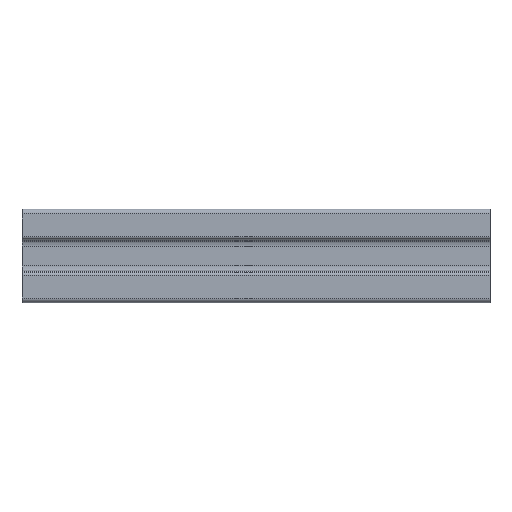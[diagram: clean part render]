
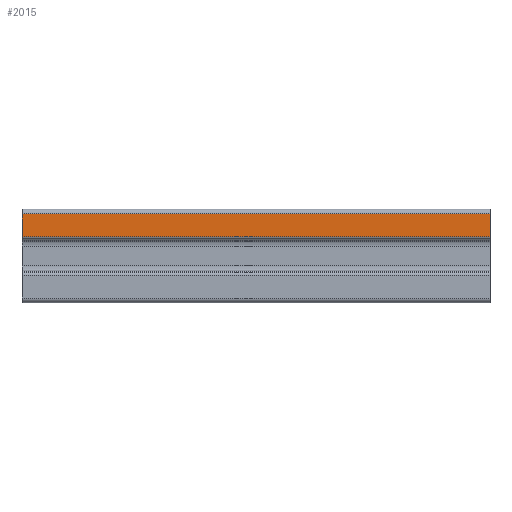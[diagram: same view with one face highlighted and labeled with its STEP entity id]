
A CAD part, top view. The second image highlights one B-rep face of the part: STEP entity #2015.
In plain terms, the highlighted planar face has unit normal (0, 0, 1).
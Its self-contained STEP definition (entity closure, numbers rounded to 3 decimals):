
#80=FACE_OUTER_BOUND('',#189,.T.);
#189=EDGE_LOOP('',(#1545,#1546,#1547,#1548));
#328=LINE('',#3192,#521);
#348=LINE('',#3287,#541);
#382=LINE('',#3450,#575);
#383=LINE('',#3451,#576);
#521=VECTOR('',#2501,4.9);
#541=VECTOR('',#2577,4.9);
#575=VECTOR('',#2709,100.);
#576=VECTOR('',#2710,100.);
#887=VERTEX_POINT('',#3189);
#888=VERTEX_POINT('',#3191);
#934=VERTEX_POINT('',#3284);
#935=VERTEX_POINT('',#3286);
#1099=EDGE_CURVE('',#887,#888,#328,.T.);
#1146=EDGE_CURVE('',#935,#934,#348,.T.);
#1228=EDGE_CURVE('',#934,#888,#382,.F.);
#1229=EDGE_CURVE('',#887,#935,#383,.T.);
#1545=ORIENTED_EDGE('',*,*,#1146,.T.);
#1546=ORIENTED_EDGE('',*,*,#1228,.T.);
#1547=ORIENTED_EDGE('',*,*,#1099,.F.);
#1548=ORIENTED_EDGE('',*,*,#1229,.T.);
#1969=PLANE('',#2260);
#2015=ADVANCED_FACE('',(#80),#1969,.F.);
#2260=AXIS2_PLACEMENT_3D('',#3449,#2707,#2708);
#2501=DIRECTION('',(0.,-1.,0.));
#2577=DIRECTION('',(0.,-1.,0.));
#2707=DIRECTION('center_axis',(0.,0.,-1.));
#2708=DIRECTION('ref_axis',(-1.,0.,0.));
#2709=DIRECTION('',(-1.,0.,0.));
#2710=DIRECTION('',(-1.,0.,0.));
#3189=CARTESIAN_POINT('',(100.,9.,10.));
#3191=CARTESIAN_POINT('',(100.,4.1,10.));
#3192=CARTESIAN_POINT('',(100.,9.,10.));
#3284=CARTESIAN_POINT('',(0.,4.1,10.));
#3286=CARTESIAN_POINT('',(0.,9.,10.));
#3287=CARTESIAN_POINT('',(0.,9.,10.));
#3449=CARTESIAN_POINT('Origin',(100.,10.,10.));
#3450=CARTESIAN_POINT('',(100.,4.1,10.));
#3451=CARTESIAN_POINT('',(100.,9.,10.));
